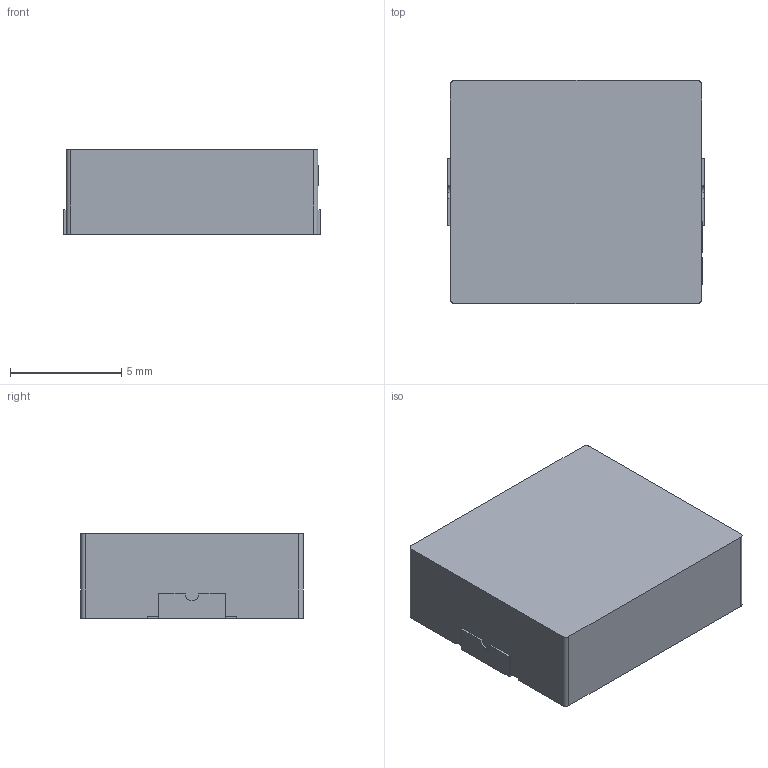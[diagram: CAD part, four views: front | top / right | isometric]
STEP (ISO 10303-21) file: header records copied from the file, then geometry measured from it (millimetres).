
FILE_DESCRIPTION (( 'STEP AP214' ), '1' );
FILE_NAME ('IND-SMD_L11.5-W10.0-H3.8_FXL1040.step', '2024-04-18T07:10:41', ( '' ), ( '' ), 'SwSTEP 2.0', 'SolidWorks 2020', '' );
FILE_SCHEMA (( 'AUTOMOTIVE_DESIGN' ));
Length unit declared in the file: millimetre
Products named in the file (1): IND-SMD_L11.5-W10.0-H3.8_FXL1040
Bounding box: 11.5 x 10 x 3.81 mm (x, y, z)
Volume: 429.2 mm3; surface area: 425.5 mm2
Topology: 3 solids, 3 shells, 264 faces, 717 edges, 478 vertices
Faces by surface type: plane 158, bspline 98, cylinder 8
Entity records: 11725 total; most frequent: CARTESIAN_POINT 2766, ORIENTED_EDGE 1434, DIRECTION 867, EDGE_CURVE 717, LINE 501, VECTOR 501, VERTEX_POINT 478, EDGE_LOOP 283
